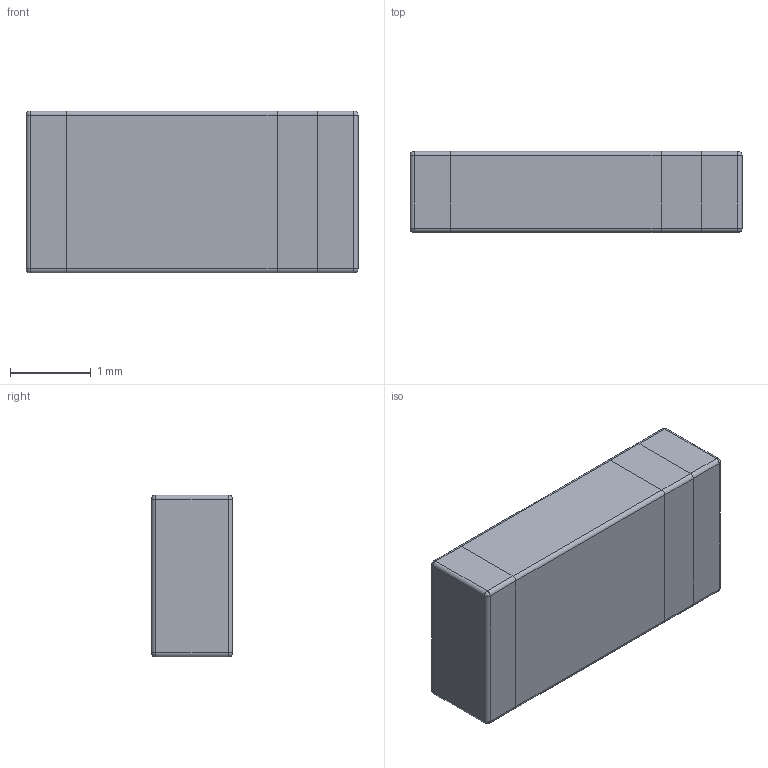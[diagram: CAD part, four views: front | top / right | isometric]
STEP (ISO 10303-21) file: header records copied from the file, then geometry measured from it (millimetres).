
FILE_DESCRIPTION(/* description */ (''),/* implementation_level */ '2;1');
FILE_NAME(/* name */ 'ANTENNA_IGNION_4.1X2.0MM v5.step',/* time_stamp */ '2022-09-17T16:39:29-07:00',/* author */ (''),/* organization */ (''),/* preprocessor_version */ 'ST-DEVELOPER v19',/* originating_system */ 'Autodesk Translation Framework v11.7.0.108',/* authorisation */ '');
FILE_SCHEMA (('AUTOMOTIVE_DESIGN { 1 0 10303 214 3 1 1 }'));
Length unit declared in the file: millimetre
Products named in the file (1): ANTENNA_IGNION_4.1X2.0MM
Bounding box: 4.1 x 1 x 2 mm (x, y, z)
Volume: 8.2 mm3; surface area: 47.7 mm2
Topology: 5 solids, 5 shells, 83 faces, 192 edges, 120 vertices
Faces by surface type: plane 51, cylinder 24, sphere 8
Entity records: 2372 total; most frequent: DIRECTION 408, CARTESIAN_POINT 396, ORIENTED_EDGE 384, EDGE_CURVE 192, LINE 144, VECTOR 144, AXIS2_PLACEMENT_3D 132, VERTEX_POINT 120
